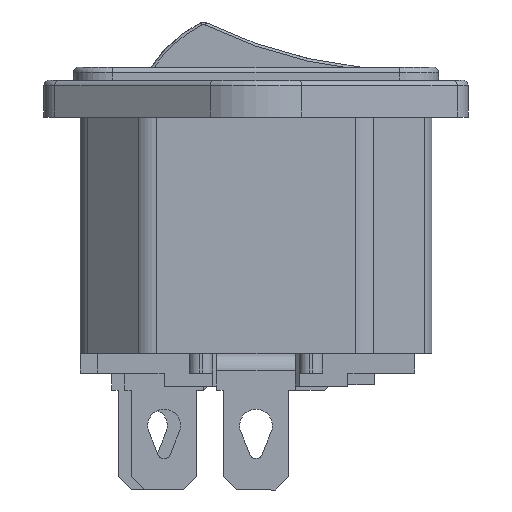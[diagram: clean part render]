
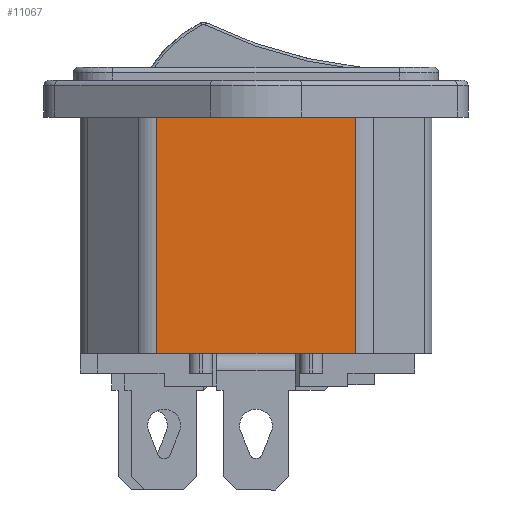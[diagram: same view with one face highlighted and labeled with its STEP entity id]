
A CAD part, left-side view. The second image highlights one B-rep face of the part: STEP entity #11067.
In plain terms, the highlighted planar face has unit normal (-1, 0, 0).
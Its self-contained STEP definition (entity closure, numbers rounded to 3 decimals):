
#1029 = DIRECTION ( 'NONE',  ( 0., 1., 0. ) ) ;
#1090 = LINE ( 'NONE', #30644, #29626 ) ;
#1960 = VECTOR ( 'NONE', #32702, 1000. ) ;
#2399 = EDGE_CURVE ( 'NONE', #10493, #25334, #21117, .T. ) ;
#2575 = EDGE_CURVE ( 'NONE', #24561, #10122, #1090, .T. ) ;
#4686 = ORIENTED_EDGE ( 'NONE', *, *, #2399, .T. ) ;
#6084 = CARTESIAN_POINT ( 'NONE',  ( -23.5, -7.572, 0. ) ) ;
#6577 = DIRECTION ( 'NONE',  ( 1., 0., 0. ) ) ;
#7477 = EDGE_CURVE ( 'NONE', #10493, #24561, #24407, .T. ) ;
#8551 = DIRECTION ( 'NONE',  ( 0., 0., 1. ) ) ;
#8604 = CARTESIAN_POINT ( 'NONE',  ( -23.5, -7.572, -18. ) ) ;
#8648 = CARTESIAN_POINT ( 'NONE',  ( -23.5, 7.572, 0. ) ) ;
#10122 = VERTEX_POINT ( 'NONE', #8648 ) ;
#10493 = VERTEX_POINT ( 'NONE', #8604 ) ;
#11067 = ADVANCED_FACE ( 'NONE', ( #11955 ), #14743, .F. ) ;
#11955 = FACE_OUTER_BOUND ( 'NONE', #32826, .T. ) ;
#12127 = EDGE_CURVE ( 'NONE', #25334, #10122, #18970, .T. ) ;
#14302 = DIRECTION ( 'NONE',  ( 0., 1., 0. ) ) ;
#14743 = PLANE ( 'NONE',  #15236 ) ;
#14832 = CARTESIAN_POINT ( 'NONE',  ( -23.5, -7.572, 0. ) ) ;
#15236 = AXIS2_PLACEMENT_3D ( 'NONE', #27474, #6577, #1029 ) ;
#16733 = DIRECTION ( 'NONE',  ( 0., 0., 1. ) ) ;
#18970 = LINE ( 'NONE', #6084, #1960 ) ;
#21117 = LINE ( 'NONE', #32225, #31361 ) ;
#24407 = LINE ( 'NONE', #27530, #32142 ) ;
#24561 = VERTEX_POINT ( 'NONE', #33942 ) ;
#25334 = VERTEX_POINT ( 'NONE', #14832 ) ;
#27474 = CARTESIAN_POINT ( 'NONE',  ( -23.5, -7.572, -18. ) ) ;
#27530 = CARTESIAN_POINT ( 'NONE',  ( -23.5, -7.572, -18. ) ) ;
#27972 = ORIENTED_EDGE ( 'NONE', *, *, #2575, .F. ) ;
#29626 = VECTOR ( 'NONE', #16733, 1000. ) ;
#29999 = ORIENTED_EDGE ( 'NONE', *, *, #12127, .T. ) ;
#30518 = ORIENTED_EDGE ( 'NONE', *, *, #7477, .F. ) ;
#30644 = CARTESIAN_POINT ( 'NONE',  ( -23.5, 7.572, -18. ) ) ;
#31361 = VECTOR ( 'NONE', #8551, 1000. ) ;
#32142 = VECTOR ( 'NONE', #14302, 1000. ) ;
#32225 = CARTESIAN_POINT ( 'NONE',  ( -23.5, -7.572, -18. ) ) ;
#32702 = DIRECTION ( 'NONE',  ( 0., 1., 0. ) ) ;
#32826 = EDGE_LOOP ( 'NONE', ( #29999, #27972, #30518, #4686 ) ) ;
#33942 = CARTESIAN_POINT ( 'NONE',  ( -23.5, 7.572, -18. ) ) ;
